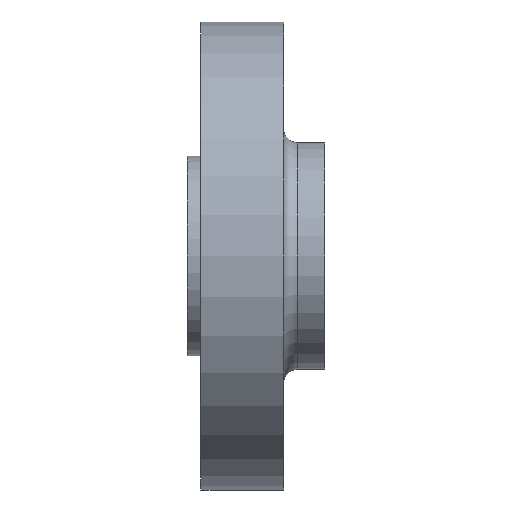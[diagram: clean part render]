
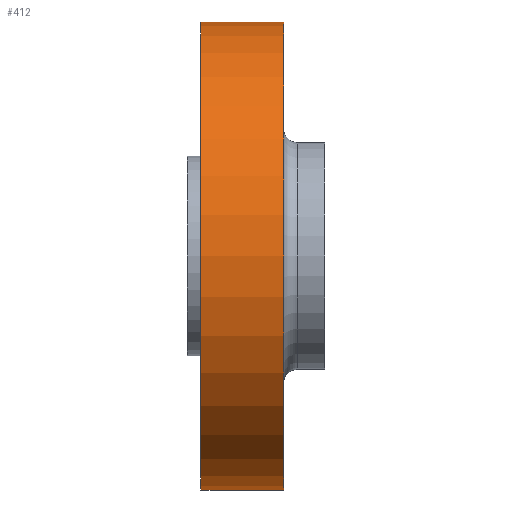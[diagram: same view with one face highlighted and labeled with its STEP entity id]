
A CAD part, front view. The second image highlights one B-rep face of the part: STEP entity #412.
In plain terms, the highlighted cylindrical face has radius 107.95 mm (diameter 215.9 mm), a partial arc.
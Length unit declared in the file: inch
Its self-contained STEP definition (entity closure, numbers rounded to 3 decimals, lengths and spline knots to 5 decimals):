
#12 = FACE_OUTER_BOUND ( 'NONE', #150, .T. ) ;
#35 = VERTEX_POINT ( 'NONE', #186 ) ;
#58 = VERTEX_POINT ( 'NONE', #343 ) ;
#150 = EDGE_LOOP ( 'NONE', ( #321, #400, #158, #878 ) ) ;
#158 = ORIENTED_EDGE ( 'NONE', *, *, #366, .T. ) ;
#174 = DIRECTION ( 'NONE',  ( 0., 0., 1. ) ) ;
#186 = CARTESIAN_POINT ( 'NONE',  ( 0.10586, 0., 4.25 ) ) ;
#199 = EDGE_CURVE ( 'NONE', #891, #58, #539, .T. ) ;
#204 = AXIS2_PLACEMENT_3D ( 'NONE', #394, #807, #907 ) ;
#216 = VECTOR ( 'NONE', #453, 39.37008 ) ;
#230 = EDGE_CURVE ( 'NONE', #58, #35, #888, .T. ) ;
#282 = DIRECTION ( 'NONE',  ( 0., 0., 1. ) ) ;
#304 = CIRCLE ( 'NONE', #754, 4.25 ) ;
#321 = ORIENTED_EDGE ( 'NONE', *, *, #199, .F. ) ;
#343 = CARTESIAN_POINT ( 'NONE',  ( 0.10586, 0., -4.25 ) ) ;
#356 = CARTESIAN_POINT ( 'NONE',  ( 1.60586, 0., 0. ) ) ;
#366 = EDGE_CURVE ( 'NONE', #1025, #35, #578, .T. ) ;
#394 = CARTESIAN_POINT ( 'NONE',  ( 0., 0., 0. ) ) ;
#400 = ORIENTED_EDGE ( 'NONE', *, *, #649, .T. ) ;
#412 = ADVANCED_FACE ( 'NONE', ( #12 ), #482, .T. ) ;
#453 = DIRECTION ( 'NONE',  ( -1., 0., 0. ) ) ;
#455 = CARTESIAN_POINT ( 'NONE',  ( 1.60586, 0., -4.25 ) ) ;
#459 = VECTOR ( 'NONE', #478, 39.37008 ) ;
#478 = DIRECTION ( 'NONE',  ( -1., 0., 0. ) ) ;
#482 = CYLINDRICAL_SURFACE ( 'NONE', #204, 4.25 ) ;
#539 = LINE ( 'NONE', #706, #216 ) ;
#578 = LINE ( 'NONE', #1048, #459 ) ;
#597 = DIRECTION ( 'NONE',  ( -1., 0., 0. ) ) ;
#622 = DIRECTION ( 'NONE',  ( -1., 0., 0. ) ) ;
#649 = EDGE_CURVE ( 'NONE', #891, #1025, #304, .T. ) ;
#655 = CARTESIAN_POINT ( 'NONE',  ( 1.60586, 0., 4.25 ) ) ;
#706 = CARTESIAN_POINT ( 'NONE',  ( 0., 0., -4.25 ) ) ;
#754 = AXIS2_PLACEMENT_3D ( 'NONE', #356, #597, #174 ) ;
#807 = DIRECTION ( 'NONE',  ( -1., 0., 0. ) ) ;
#871 = AXIS2_PLACEMENT_3D ( 'NONE', #1035, #622, #282 ) ;
#878 = ORIENTED_EDGE ( 'NONE', *, *, #230, .F. ) ;
#888 = CIRCLE ( 'NONE', #871, 4.25 ) ;
#891 = VERTEX_POINT ( 'NONE', #455 ) ;
#907 = DIRECTION ( 'NONE',  ( 0., 0., 1. ) ) ;
#1025 = VERTEX_POINT ( 'NONE', #655 ) ;
#1035 = CARTESIAN_POINT ( 'NONE',  ( 0.10586, 0., 0. ) ) ;
#1048 = CARTESIAN_POINT ( 'NONE',  ( 0., 0., 4.25 ) ) ;
